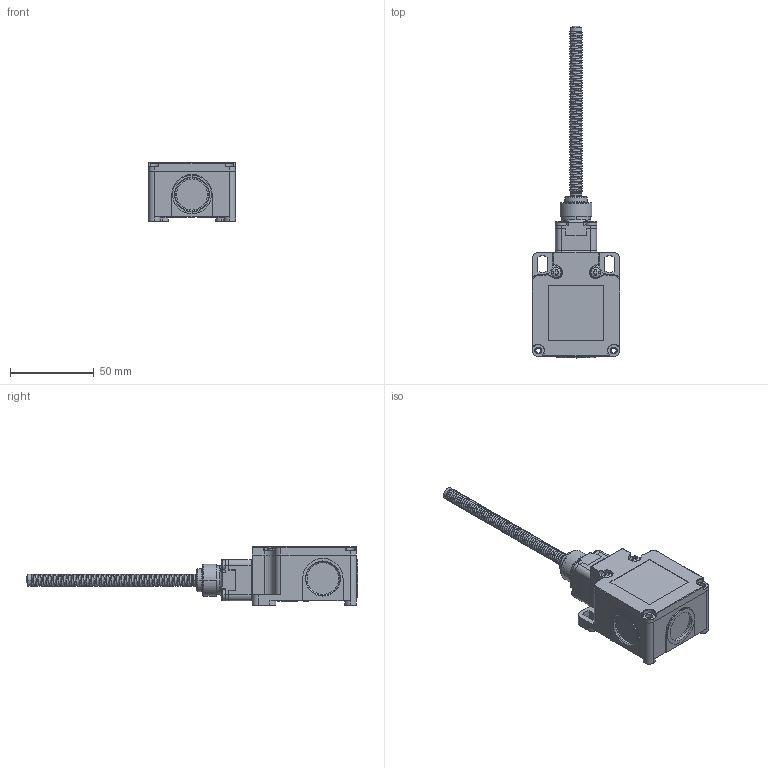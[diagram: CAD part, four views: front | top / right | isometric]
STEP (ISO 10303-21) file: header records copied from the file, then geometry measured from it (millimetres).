
FILE_DESCRIPTION((''),'2;1');
FILE_NAME('E30000LM_VUOTO_ASM','2024-01-29T12:50:17',('alessandro.mingotti'),(''),'CREO PARAMETRIC BY PTC INC, 2022014','CREO PARAMETRIC BY PTC INC, 2022014','');
FILE_SCHEMA(('CONFIG_CONTROL_DESIGN'));
Products named in the file (12): 880003_CLIENTE; 880041_PER_CLIENTE; 880129; 880187; 880217; 880130; 880331_PER_CLIENTE_ASM; 880201; 880016_PER_CLIENTE; 880223; 880224; E30000LM_VUOTO_ASM
Assembly tree (15 placements, depth 3):
  E30000LM_VUOTO_ASM
    880003_CLIENTE
    880331_PER_CLIENTE_ASM
      880041_PER_CLIENTE
      880129
      880187
      880217
      880130
    880201
    880016_PER_CLIENTE
    880223  x2
    880224  x4
Bounding box: 52.4 x 197.7 x 35 mm (x, y, z)
Volume: 106968.4 mm3; surface area: 39325.4 mm2
Topology: 14 solids, 21 shells, 1517 faces, 3895 edges, 2481 vertices
Faces by surface type: plane 946, cylinder 299, cone 78, torus 78, sphere 62, bspline 54
Entity records: 86907 total; most frequent: CARTESIAN_POINT 51877, ORIENTED_EDGE 7278, DIRECTION 7145, EDGE_CURVE 3647, VECTOR 2615, LINE 2615, VERTEX_POINT 2321, AXIS2_PLACEMENT_3D 2265
